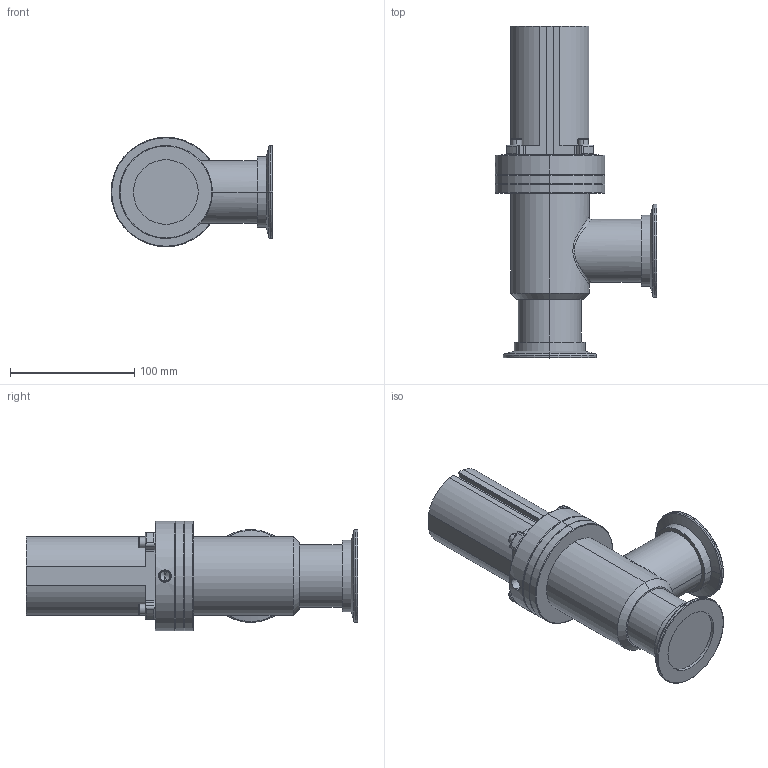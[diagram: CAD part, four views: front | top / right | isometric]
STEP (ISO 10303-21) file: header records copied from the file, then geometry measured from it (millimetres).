
FILE_DESCRIPTION (( 'STEP AP214' ), '1' );
FILE_NAME ('300114110016.STEP', '2021-02-03T08:48:08', ( 'admin' ), ( '' ), 'SwSTEP 2.0', 'SolidWorks 2018', '' );
FILE_SCHEMA (( 'AUTOMOTIVE_DESIGN' ));
Length unit declared in the file: millimetre
Products named in the file (1): 300114110016
Bounding box: 130.5 x 267.6 x 88.4 mm (x, y, z)
Volume: 1028940.3 mm3; surface area: 94746.3 mm2
Topology: 1 solids, 1 shells, 205 faces, 510 edges, 325 vertices
Faces by surface type: plane 79, cylinder 64, cone 32, torus 16, bspline 14
Entity records: 7556 total; most frequent: CARTESIAN_POINT 2651, ORIENTED_EDGE 1016, DIRECTION 1008, EDGE_CURVE 508, AXIS2_PLACEMENT_3D 364, VERTEX_POINT 325, LINE 280, VECTOR 280
